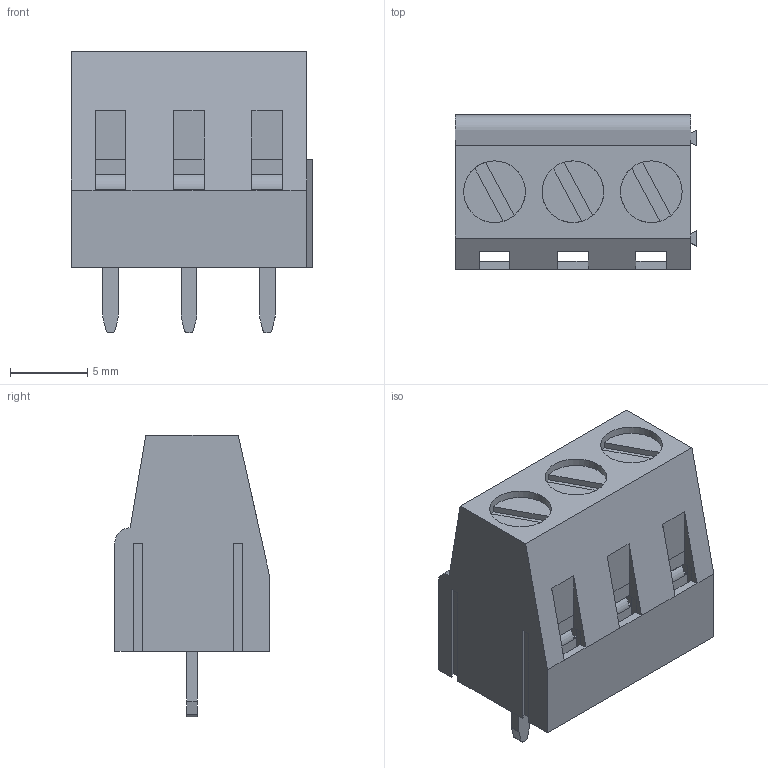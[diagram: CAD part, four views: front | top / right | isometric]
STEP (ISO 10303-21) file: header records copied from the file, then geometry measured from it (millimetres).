
FILE_DESCRIPTION(/* description */ (''),/* implementation_level */ '2;1');
FILE_NAME(/* name */ '3er Terminal Block.step',/* time_stamp */ '2021-04-20T22:08:25+02:00',/* author */ (''),/* organization */ (''),/* preprocessor_version */ 'ST-DEVELOPER v18.1',/* originating_system */ 'Autodesk Translation Framework v10.6.0.1341',/* authorisation */ '');
FILE_SCHEMA (('AUTOMOTIVE_DESIGN { 1 0 10303 214 3 1 1 }'));
Length unit declared in the file: millimetre
Products named in the file (22): Terminal Block; 3er Terminalblock_2; Pin (1) (19) (1); Tornillo (1) (19) (1); Cubo interno (1) (19) (1); Pin (1) (1) (18) (1); Tornillo (1) (1) (18) (1); Cubo interno (1) (1) (18) (1); 1er Terminalblock (7) (1); Pin (1) (11) (1); Tornillo (1) (11) (1); Cubo interno (1) (11) (1); Pin (1) (1) (10) (1); Tornillo (1) (1) (10) (1); Cubo interno (1) (1) (10) (1); 1er Terminalblock (13); Pin (1) (17); Tornillo (1) (17); Cubo interno (1) (17); Pin (1) (1) (16); Tornillo (1) (1) (16); Cubo interno (1) (1) (16)
Assembly tree (21 placements, depth 4):
  Terminal Block
    3er Terminalblock_2
      Pin (1) (19) (1)
      Tornillo (1) (19) (1)
      Cubo interno (1) (19) (1)
      Pin (1) (1) (18) (1)
      Tornillo (1) (1) (18) (1)
      Cubo interno (1) (1) (18) (1)
      1er Terminalblock (7) (1)
        Pin (1) (11) (1)
        Tornillo (1) (11) (1)
        Cubo interno (1) (11) (1)
        Pin (1) (1) (10) (1)
        Tornillo (1) (1) (10) (1)
        Cubo interno (1) (1) (10) (1)
      1er Terminalblock (13)
        Pin (1) (17)
        Tornillo (1) (17)
        Cubo interno (1) (17)
        Pin (1) (1) (16)
        Tornillo (1) (1) (16)
        Cubo interno (1) (1) (16)
Bounding box: 15.64 x 10 x 18.25 mm (x, y, z)
Volume: 930.3 mm3; surface area: 2774.1 mm2
Topology: 1 solids, 217 shells, 337 faces, 1401 edges, 1270 vertices
Faces by surface type: plane 249, cylinder 88
Full cylindrical faces by diameter (mm): 4 x3
Entity records: 20396 total; most frequent: CARTESIAN_POINT 7921, DIRECTION 2381, ORIENTED_EDGE 1770, EDGE_CURVE 1401, VERTEX_POINT 1270, LINE 1039, VECTOR 1039, AXIS2_PLACEMENT_3D 671
